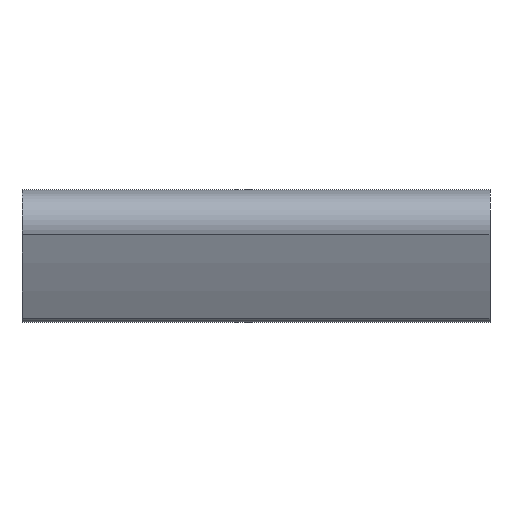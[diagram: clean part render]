
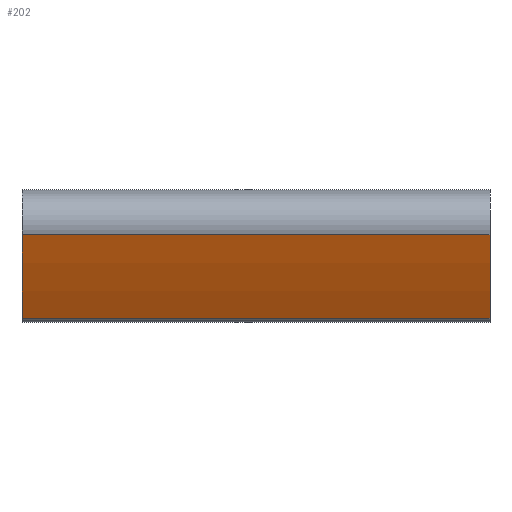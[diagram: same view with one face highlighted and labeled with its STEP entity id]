
A CAD part, left-side view. The second image highlights one B-rep face of the part: STEP entity #202.
In plain terms, the highlighted cylindrical face has radius 41.949 mm (diameter 83.898 mm), a partial arc.
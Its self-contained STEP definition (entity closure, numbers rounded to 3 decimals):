
#34 = AXIS2_PLACEMENT_3D ( 'NONE', #102, #407, #606 ) ;
#56 = CARTESIAN_POINT ( 'NONE',  ( -13.818, 90., 20.267 ) ) ;
#102 = CARTESIAN_POINT ( 'NONE',  ( -13.818, 60., 20.267 ) ) ;
#117 = DIRECTION ( 'NONE',  ( 0., 1., 0. ) ) ;
#131 = VERTEX_POINT ( 'NONE', #684 ) ;
#138 = CYLINDRICAL_SURFACE ( 'NONE', #806, 41.949 ) ;
#167 = AXIS2_PLACEMENT_3D ( 'NONE', #56, #347, #852 ) ;
#182 = EDGE_CURVE ( 'NONE', #913, #283, #315, .T. ) ;
#197 = EDGE_CURVE ( 'NONE', #554, #283, #262, .T. ) ;
#202 = ADVANCED_FACE ( 'NONE', ( #573 ), #138, .T. ) ;
#262 = CIRCLE ( 'NONE', #167, 41.949 ) ;
#274 = DIRECTION ( 'NONE',  ( 0., -1., 0. ) ) ;
#283 = VERTEX_POINT ( 'NONE', #489 ) ;
#302 = ORIENTED_EDGE ( 'NONE', *, *, #737, .T. ) ;
#315 = LINE ( 'NONE', #777, #577 ) ;
#347 = DIRECTION ( 'NONE',  ( 0., 1., 0. ) ) ;
#363 = LINE ( 'NONE', #946, #389 ) ;
#389 = VECTOR ( 'NONE', #274, 1000. ) ;
#407 = DIRECTION ( 'NONE',  ( 0., -1., 0. ) ) ;
#412 = ORIENTED_EDGE ( 'NONE', *, *, #543, .F. ) ;
#428 = DIRECTION ( 'NONE',  ( 1., 0., 0. ) ) ;
#434 = DIRECTION ( 'NONE',  ( 0., -1., 0. ) ) ;
#489 = CARTESIAN_POINT ( 'NONE',  ( -53.124, 90., 5.612 ) ) ;
#543 = EDGE_CURVE ( 'NONE', #913, #131, #592, .T. ) ;
#554 = VERTEX_POINT ( 'NONE', #677 ) ;
#573 = FACE_OUTER_BOUND ( 'NONE', #587, .T. ) ;
#577 = VECTOR ( 'NONE', #117, 1000. ) ;
#587 = EDGE_LOOP ( 'NONE', ( #302, #412, #617, #858 ) ) ;
#592 = CIRCLE ( 'NONE', #34, 41.949 ) ;
#606 = DIRECTION ( 'NONE',  ( 0., 0., -1. ) ) ;
#617 = ORIENTED_EDGE ( 'NONE', *, *, #182, .T. ) ;
#637 = CARTESIAN_POINT ( 'NONE',  ( -13.818, 90., 20.267 ) ) ;
#677 = CARTESIAN_POINT ( 'NONE',  ( -50.689, 90., 0.262 ) ) ;
#684 = CARTESIAN_POINT ( 'NONE',  ( -50.689, 60., 0.262 ) ) ;
#737 = EDGE_CURVE ( 'NONE', #554, #131, #363, .T. ) ;
#777 = CARTESIAN_POINT ( 'NONE',  ( -53.124, 45., 5.612 ) ) ;
#806 = AXIS2_PLACEMENT_3D ( 'NONE', #637, #434, #428 ) ;
#852 = DIRECTION ( 'NONE',  ( 1., 0., 0. ) ) ;
#858 = ORIENTED_EDGE ( 'NONE', *, *, #197, .F. ) ;
#896 = CARTESIAN_POINT ( 'NONE',  ( -53.124, 60., 5.612 ) ) ;
#913 = VERTEX_POINT ( 'NONE', #896 ) ;
#946 = CARTESIAN_POINT ( 'NONE',  ( -50.689, 45., 0.262 ) ) ;
